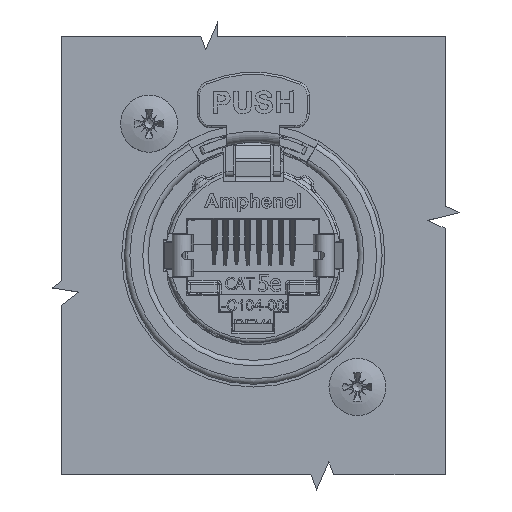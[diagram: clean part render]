
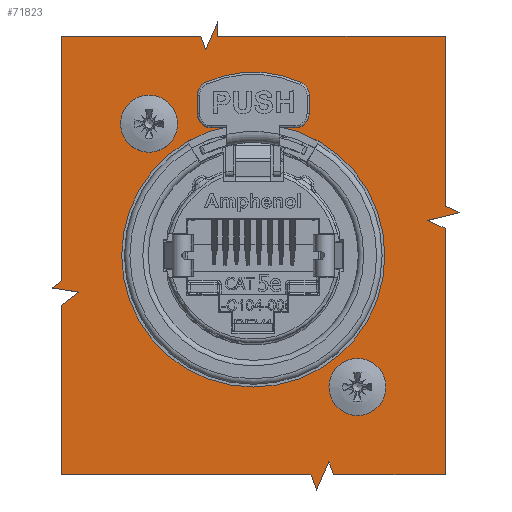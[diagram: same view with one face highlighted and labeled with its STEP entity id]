
A CAD part, top view. The second image highlights one B-rep face of the part: STEP entity #71823.
In plain terms, the highlighted planar face has unit normal (0, 0, 1).
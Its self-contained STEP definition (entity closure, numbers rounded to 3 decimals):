
#6025=FACE_BOUND('',#13163,.T.);
#6026=FACE_BOUND('',#13164,.T.);
#6027=FACE_BOUND('',#13165,.T.);
#6392=CIRCLE('',#75374,12.);
#6393=CIRCLE('',#75376,1.6);
#6394=CIRCLE('',#75378,1.6);
#9255=FACE_OUTER_BOUND('',#13162,.T.);
#13162=EDGE_LOOP('',(#53859,#53860,#53861,#53862,#53863,#53864,#53865,#53866,
#53867,#53868,#53869,#53870,#53871,#53872,#53873,#53874,#53875,#53876,#53877,
#53878));
#13163=EDGE_LOOP('',(#53879));
#13164=EDGE_LOOP('',(#53880));
#13165=EDGE_LOOP('',(#53881));
#17519=LINE('',#146436,#24508);
#17522=LINE('',#146441,#24511);
#17524=LINE('',#146445,#24513);
#17526=LINE('',#146449,#24515);
#17528=LINE('',#146453,#24517);
#17530=LINE('',#146457,#24519);
#17532=LINE('',#146461,#24521);
#17534=LINE('',#146465,#24523);
#17536=LINE('',#146469,#24525);
#17538=LINE('',#146473,#24527);
#17540=LINE('',#146477,#24529);
#17542=LINE('',#146481,#24531);
#17544=LINE('',#146485,#24533);
#17546=LINE('',#146489,#24535);
#17548=LINE('',#146493,#24537);
#17550=LINE('',#146497,#24539);
#17552=LINE('',#146501,#24541);
#17554=LINE('',#146505,#24543);
#17556=LINE('',#146509,#24545);
#17557=LINE('',#146511,#24546);
#24508=VECTOR('',#82285,10.);
#24511=VECTOR('',#82290,10.);
#24513=VECTOR('',#82294,10.);
#24515=VECTOR('',#82298,10.);
#24517=VECTOR('',#82302,10.);
#24519=VECTOR('',#82306,10.);
#24521=VECTOR('',#82310,10.);
#24523=VECTOR('',#82314,10.);
#24525=VECTOR('',#82318,10.);
#24527=VECTOR('',#82322,10.);
#24529=VECTOR('',#82326,10.);
#24531=VECTOR('',#82330,10.);
#24533=VECTOR('',#82334,10.);
#24535=VECTOR('',#82338,10.);
#24537=VECTOR('',#82342,10.);
#24539=VECTOR('',#82346,10.);
#24541=VECTOR('',#82350,10.);
#24543=VECTOR('',#82354,10.);
#24545=VECTOR('',#82358,10.);
#24546=VECTOR('',#82361,10.);
#32013=VERTEX_POINT('',#146421);
#32014=VERTEX_POINT('',#146425);
#32015=VERTEX_POINT('',#146429);
#32016=VERTEX_POINT('',#146433);
#32017=VERTEX_POINT('',#146435);
#32018=VERTEX_POINT('',#146439);
#32019=VERTEX_POINT('',#146443);
#32020=VERTEX_POINT('',#146447);
#32021=VERTEX_POINT('',#146451);
#32022=VERTEX_POINT('',#146455);
#32023=VERTEX_POINT('',#146459);
#32024=VERTEX_POINT('',#146463);
#32025=VERTEX_POINT('',#146467);
#32026=VERTEX_POINT('',#146471);
#32027=VERTEX_POINT('',#146475);
#32028=VERTEX_POINT('',#146479);
#32029=VERTEX_POINT('',#146483);
#32030=VERTEX_POINT('',#146487);
#32031=VERTEX_POINT('',#146491);
#32032=VERTEX_POINT('',#146495);
#32033=VERTEX_POINT('',#146499);
#32034=VERTEX_POINT('',#146503);
#32035=VERTEX_POINT('',#146507);
#40007=EDGE_CURVE('',#32013,#32013,#6392,.T.);
#40009=EDGE_CURVE('',#32014,#32014,#6393,.T.);
#40011=EDGE_CURVE('',#32015,#32015,#6394,.T.);
#40013=EDGE_CURVE('',#32016,#32017,#17519,.T.);
#40016=EDGE_CURVE('',#32018,#32016,#17522,.T.);
#40018=EDGE_CURVE('',#32019,#32018,#17524,.T.);
#40020=EDGE_CURVE('',#32020,#32019,#17526,.T.);
#40022=EDGE_CURVE('',#32021,#32020,#17528,.T.);
#40024=EDGE_CURVE('',#32022,#32021,#17530,.T.);
#40026=EDGE_CURVE('',#32023,#32022,#17532,.T.);
#40028=EDGE_CURVE('',#32024,#32023,#17534,.T.);
#40030=EDGE_CURVE('',#32025,#32024,#17536,.T.);
#40032=EDGE_CURVE('',#32026,#32025,#17538,.T.);
#40034=EDGE_CURVE('',#32027,#32026,#17540,.T.);
#40036=EDGE_CURVE('',#32028,#32027,#17542,.T.);
#40038=EDGE_CURVE('',#32029,#32028,#17544,.T.);
#40040=EDGE_CURVE('',#32030,#32029,#17546,.T.);
#40042=EDGE_CURVE('',#32031,#32030,#17548,.T.);
#40044=EDGE_CURVE('',#32032,#32031,#17550,.T.);
#40046=EDGE_CURVE('',#32033,#32032,#17552,.T.);
#40048=EDGE_CURVE('',#32034,#32033,#17554,.T.);
#40050=EDGE_CURVE('',#32035,#32034,#17556,.T.);
#40051=EDGE_CURVE('',#32017,#32035,#17557,.T.);
#53859=ORIENTED_EDGE('',*,*,#40051,.F.);
#53860=ORIENTED_EDGE('',*,*,#40013,.F.);
#53861=ORIENTED_EDGE('',*,*,#40016,.F.);
#53862=ORIENTED_EDGE('',*,*,#40018,.F.);
#53863=ORIENTED_EDGE('',*,*,#40020,.F.);
#53864=ORIENTED_EDGE('',*,*,#40022,.F.);
#53865=ORIENTED_EDGE('',*,*,#40024,.F.);
#53866=ORIENTED_EDGE('',*,*,#40026,.F.);
#53867=ORIENTED_EDGE('',*,*,#40028,.F.);
#53868=ORIENTED_EDGE('',*,*,#40030,.F.);
#53869=ORIENTED_EDGE('',*,*,#40032,.F.);
#53870=ORIENTED_EDGE('',*,*,#40034,.F.);
#53871=ORIENTED_EDGE('',*,*,#40036,.F.);
#53872=ORIENTED_EDGE('',*,*,#40038,.F.);
#53873=ORIENTED_EDGE('',*,*,#40040,.F.);
#53874=ORIENTED_EDGE('',*,*,#40042,.F.);
#53875=ORIENTED_EDGE('',*,*,#40044,.F.);
#53876=ORIENTED_EDGE('',*,*,#40046,.F.);
#53877=ORIENTED_EDGE('',*,*,#40048,.F.);
#53878=ORIENTED_EDGE('',*,*,#40050,.F.);
#53879=ORIENTED_EDGE('',*,*,#40007,.T.);
#53880=ORIENTED_EDGE('',*,*,#40009,.T.);
#53881=ORIENTED_EDGE('',*,*,#40011,.T.);
#68877=PLANE('',#75399);
#71823=ADVANCED_FACE('',(#9255,#6025,#6026,#6027),#68877,.F.);
#75374=AXIS2_PLACEMENT_3D('',#146423,#82270,#82271);
#75376=AXIS2_PLACEMENT_3D('',#146427,#82275,#82276);
#75378=AXIS2_PLACEMENT_3D('',#146431,#82280,#82281);
#75399=AXIS2_PLACEMENT_3D('',#146512,#82362,#82363);
#82270=DIRECTION('center_axis',(0.,0.,
-1.));
#82271=DIRECTION('ref_axis',(-1.,0.,0.));
#82275=DIRECTION('center_axis',(0.,0.,
-1.));
#82276=DIRECTION('ref_axis',(-1.,0.,0.));
#82280=DIRECTION('center_axis',(0.,0.,
-1.));
#82281=DIRECTION('ref_axis',(-1.,0.,0.));
#82285=DIRECTION('',(-1.,0.,0.));
#82290=DIRECTION('',(-0.348,0.937,0.));
#82294=DIRECTION('',(-0.402,-0.916,0.));
#82298=DIRECTION('',(-0.348,0.937,0.));
#82302=DIRECTION('',(-1.,0.,0.));
#82306=DIRECTION('',(0.,-1.,0.));
#82310=DIRECTION('',(0.916,-0.402,0.));
#82314=DIRECTION('',(-0.972,-0.235,0.));
#82318=DIRECTION('',(0.916,-0.402,0.));
#82322=DIRECTION('',(0.,-1.,0.));
#82326=DIRECTION('',(1.,0.,0.));
#82330=DIRECTION('',(0.,-1.,0.));
#82334=DIRECTION('',(0.402,0.916,0.));
#82338=DIRECTION('',(0.348,-0.937,0.));
#82342=DIRECTION('',(1.,0.,0.));
#82346=DIRECTION('',(0.,1.,0.));
#82350=DIRECTION('',(0.795,0.606,0.));
#82354=DIRECTION('',(-0.988,0.153,0.));
#82358=DIRECTION('',(0.795,0.606,0.));
#82361=DIRECTION('',(0.,1.,0.));
#82362=DIRECTION('center_axis',(0.,0.,
-1.));
#82363=DIRECTION('ref_axis',(1.,0.,0.));
#146421=CARTESIAN_POINT('',(12.,0.,4.));
#146423=CARTESIAN_POINT('Origin',(0.,0.,
4.));
#146425=CARTESIAN_POINT('',(-7.9,12.,4.));
#146427=CARTESIAN_POINT('Origin',(-9.5,12.,4.));
#146429=CARTESIAN_POINT('',(11.1,-12.,4.));
#146431=CARTESIAN_POINT('Origin',(9.5,-12.,4.));
#146433=CARTESIAN_POINT('',(5.262,-20.,4.));
#146435=CARTESIAN_POINT('',(-17.5,-20.,4.));
#146436=CARTESIAN_POINT('',(5.262,-20.,4.));
#146439=CARTESIAN_POINT('',(5.777,-21.386,4.));
#146441=CARTESIAN_POINT('',(5.777,-21.386,4.));
#146443=CARTESIAN_POINT('',(6.902,-18.823,4.));
#146445=CARTESIAN_POINT('',(6.902,-18.823,4.));
#146447=CARTESIAN_POINT('',(7.339,-20.,4.));
#146449=CARTESIAN_POINT('',(7.339,-20.,4.));
#146451=CARTESIAN_POINT('',(17.5,-20.,4.));
#146453=CARTESIAN_POINT('',(17.5,-20.,4.));
#146455=CARTESIAN_POINT('',(17.5,2.472,4.));
#146457=CARTESIAN_POINT('',(17.5,2.472,4.));
#146459=CARTESIAN_POINT('',(15.872,3.187,4.));
#146461=CARTESIAN_POINT('',(15.872,3.187,4.));
#146463=CARTESIAN_POINT('',(18.841,3.905,4.));
#146465=CARTESIAN_POINT('',(18.841,3.905,4.));
#146467=CARTESIAN_POINT('',(17.5,4.494,4.));
#146469=CARTESIAN_POINT('',(17.5,4.494,4.));
#146471=CARTESIAN_POINT('',(17.5,20.,4.));
#146473=CARTESIAN_POINT('',(17.5,20.,4.));
#146475=CARTESIAN_POINT('',(-3.24,20.,4.));
#146477=CARTESIAN_POINT('',(-3.24,20.,4.));
#146479=CARTESIAN_POINT('',(-3.24,21.284,4.));
#146481=CARTESIAN_POINT('',(-3.24,21.284,4.));
#146483=CARTESIAN_POINT('',(-4.339,18.78,4.));
#146485=CARTESIAN_POINT('',(-4.339,18.78,4.));
#146487=CARTESIAN_POINT('',(-4.792,20.,4.));
#146489=CARTESIAN_POINT('',(-4.792,20.,4.));
#146491=CARTESIAN_POINT('',(-17.5,20.,4.));
#146493=CARTESIAN_POINT('',(-17.5,20.,4.));
#146495=CARTESIAN_POINT('',(-17.5,-2.324,4.));
#146497=CARTESIAN_POINT('',(-17.5,-2.324,4.));
#146499=CARTESIAN_POINT('',(-18.344,-2.968,4.));
#146501=CARTESIAN_POINT('',(-18.344,-2.968,4.));
#146503=CARTESIAN_POINT('',(-15.906,-3.345,4.));
#146505=CARTESIAN_POINT('',(-15.906,-3.345,4.));
#146507=CARTESIAN_POINT('',(-17.5,-4.56,4.));
#146509=CARTESIAN_POINT('',(-17.5,-4.56,4.));
#146511=CARTESIAN_POINT('',(-17.5,-20.,4.));
#146512=CARTESIAN_POINT('Origin',(0.157,0.06,
4.));
